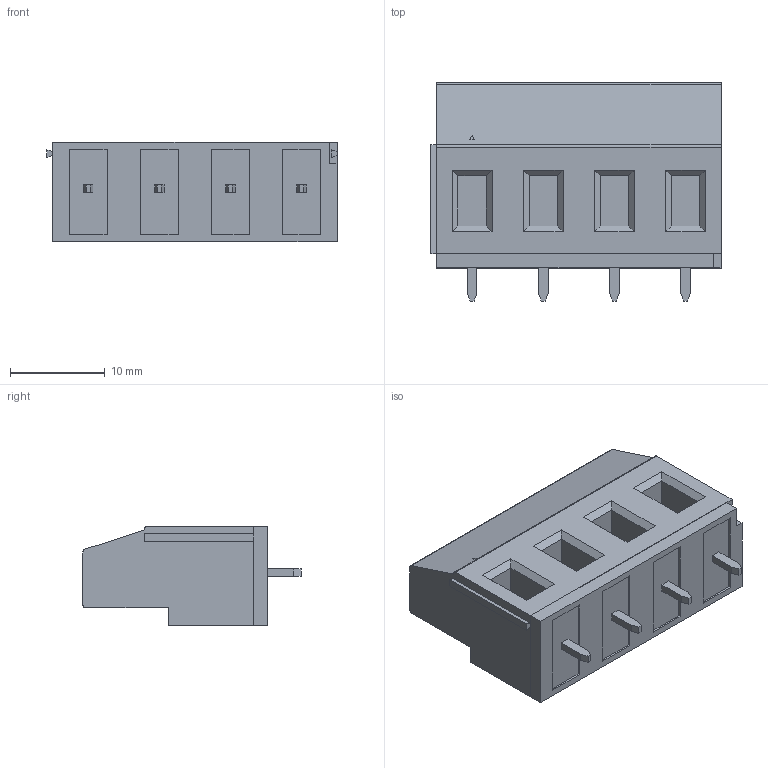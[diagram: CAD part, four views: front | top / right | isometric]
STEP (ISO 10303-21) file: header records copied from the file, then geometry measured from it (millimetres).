
FILE_DESCRIPTION (( 'STEP AP214' ), '1' );
FILE_NAME ('DG129-7.5-04P-14-00AH.STEP', '2021-01-12T19:49:58', ( '' ), ( '' ), 'SwSTEP 2.0', 'SolidWorks 2020', '' );
FILE_SCHEMA (( 'AUTOMOTIVE_DESIGN' ));
Length unit declared in the file: millimetre
Products named in the file (1): DG129-7.5-04P-14-00AH
Bounding box: 30.6 x 23 x 10.5 mm (x, y, z)
Volume: 4757 mm3; surface area: 2957 mm2
Topology: 1 solids, 1 shells, 527 faces, 1366 edges, 894 vertices
Faces by surface type: plane 312, bspline 150, cylinder 39, torus 20, cone 6
Entity records: 27252 total; most frequent: CARTESIAN_POINT 11282, ORIENTED_EDGE 2732, DIRECTION 1962, EDGE_CURVE 1366, LINE 910, VECTOR 910, VERTEX_POINT 894, EDGE_LOOP 580
